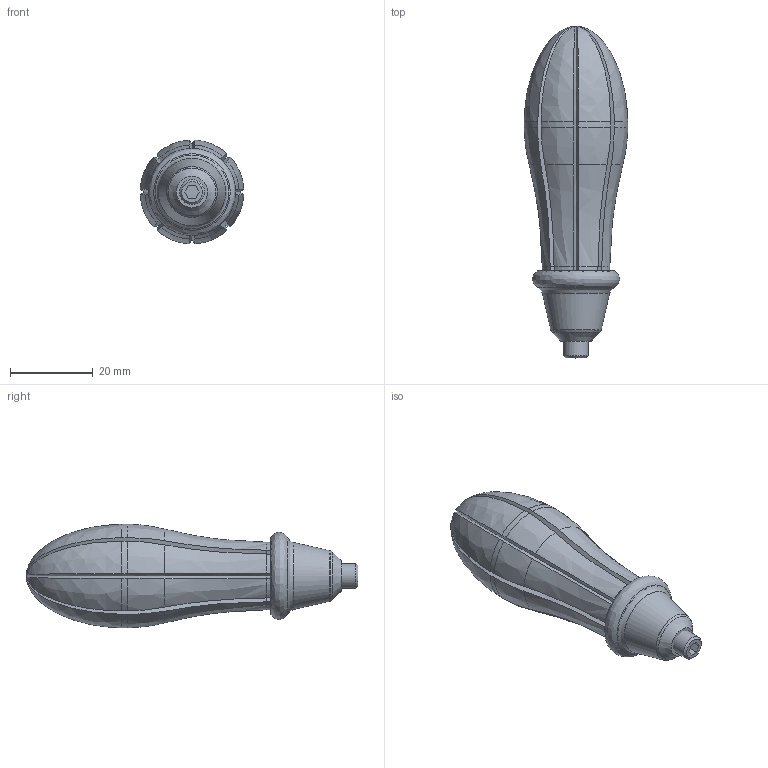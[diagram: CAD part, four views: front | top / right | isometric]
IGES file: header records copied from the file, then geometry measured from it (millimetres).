
Global section: file name: V259-GB-slt; native system: Autodesk Inventor 2018; preprocessor: unknown; author: gwilkes; date: 20190709.114128; units: millimetre
Bounding box: 24.97 x 80 x 24.97 mm (x, y, z)
Volume: 23584.7 mm3; surface area: 8272.3 mm2
Topology: 4 solids, 4 shells, 120 faces, 331 edges, 226 vertices
Faces by surface type: bspline 120
